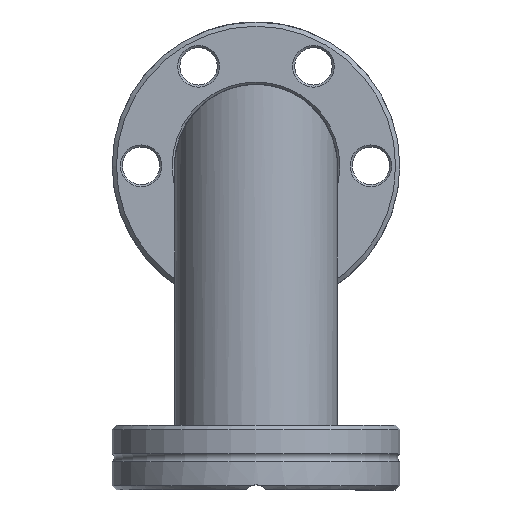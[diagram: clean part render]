
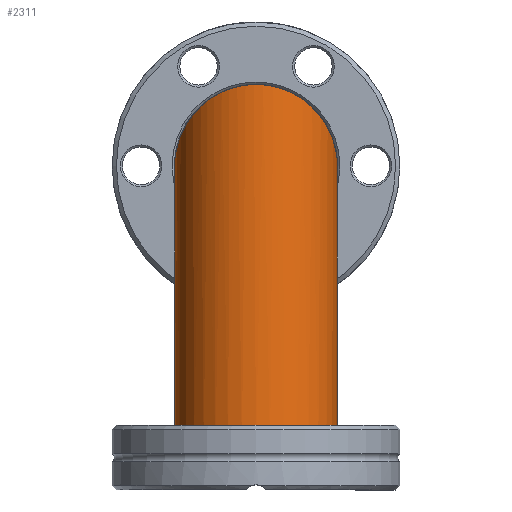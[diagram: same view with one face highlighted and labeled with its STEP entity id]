
A CAD part, front view. The second image highlights one B-rep face of the part: STEP entity #2311.
In plain terms, the highlighted cylindrical face has radius 9.55 mm (diameter 19.1 mm), a full revolution.
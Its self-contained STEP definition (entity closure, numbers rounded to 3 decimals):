
#335=ELLIPSE('',#2603,13.506,9.55);
#452=CYLINDRICAL_SURFACE('',#2607,9.55);
#563=FACE_BOUND('',#899,.T.);
#701=FACE_OUTER_BOUND('',#898,.T.);
#898=EDGE_LOOP('',(#2151));
#899=EDGE_LOOP('',(#2152));
#987=CIRCLE('',#2608,9.55);
#1209=VERTEX_POINT('',#5495);
#1212=VERTEX_POINT('',#5503);
#1523=EDGE_CURVE('',#1209,#1209,#335,.T.);
#1526=EDGE_CURVE('',#1212,#1212,#987,.T.);
#2151=ORIENTED_EDGE('',*,*,#1523,.T.);
#2152=ORIENTED_EDGE('',*,*,#1526,.F.);
#2311=ADVANCED_FACE('',(#701,#563),#452,.T.);
#2603=AXIS2_PLACEMENT_3D('',#5496,#3143,#3144);
#2607=AXIS2_PLACEMENT_3D('',#5502,#3151,#3152);
#2608=AXIS2_PLACEMENT_3D('',#5504,#3153,#3154);
#3143=DIRECTION('center_axis',(0.707,0.,0.707));
#3144=DIRECTION('ref_axis',(-0.707,0.,0.707));
#3151=DIRECTION('center_axis',(0.,0.,1.));
#3152=DIRECTION('ref_axis',(-1.,0.,0.));
#3153=DIRECTION('center_axis',(0.,0.,1.));
#3154=DIRECTION('ref_axis',(-1.,0.,0.));
#5495=CARTESIAN_POINT('',(-9.55,0.,19.1));
#5496=CARTESIAN_POINT('Origin',(0.,0.,9.55));
#5502=CARTESIAN_POINT('Origin',(0.,0.,0.));
#5503=CARTESIAN_POINT('',(9.55,0.,43.231));
#5504=CARTESIAN_POINT('Origin',(0.,0.,43.231));
